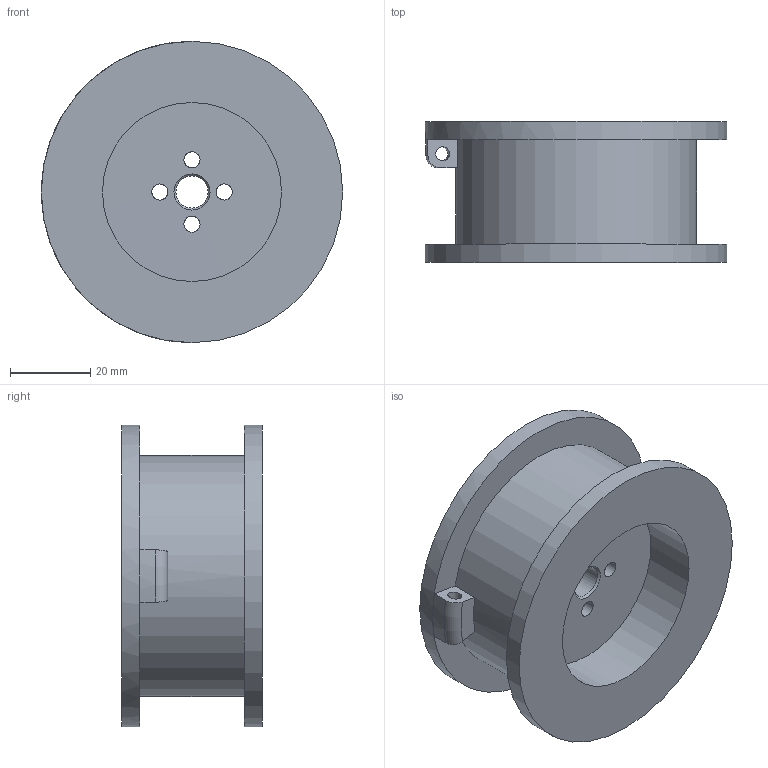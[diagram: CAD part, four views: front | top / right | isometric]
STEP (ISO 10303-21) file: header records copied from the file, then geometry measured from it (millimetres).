
FILE_DESCRIPTION(/* description */ (''),/* implementation_level */ '2;1');
FILE_NAME(/* name */ 'Mosor v4.step',/* time_stamp */ '2018-03-05T08:51:22+02:00',/* author */ (''),/* organization */ (''),/* preprocessor_version */ 'ST-DEVELOPER v16.13',/* originating_system */ 'Autodesk Translation Framework v6.5.0.72',/* authorisation */ '');
FILE_SCHEMA (('AUTOMOTIVE_DESIGN { 1 0 10303 214 3 1 1 }'));
Length unit declared in the file: millimetre
Products named in the file (1): Mosor
Bounding box: 75 x 35 x 75 mm (x, y, z)
Volume: 70502.6 mm3; surface area: 23423.5 mm2
Topology: 1 solids, 1 shells, 24 faces, 72 edges, 52 vertices
Faces by surface type: cylinder 11, plane 8, cone 3, torus 2
Full cylindrical faces by diameter (mm): 4 x4, 8 x1, 44.561 x1, 45 x1, 60 x1, 75 x2
Entity records: 1031 total; most frequent: CARTESIAN_POINT 291, DIRECTION 152, ORIENTED_EDGE 144, EDGE_CURVE 72, AXIS2_PLACEMENT_3D 65, VERTEX_POINT 52, CIRCLE 40, EDGE_LOOP 38
